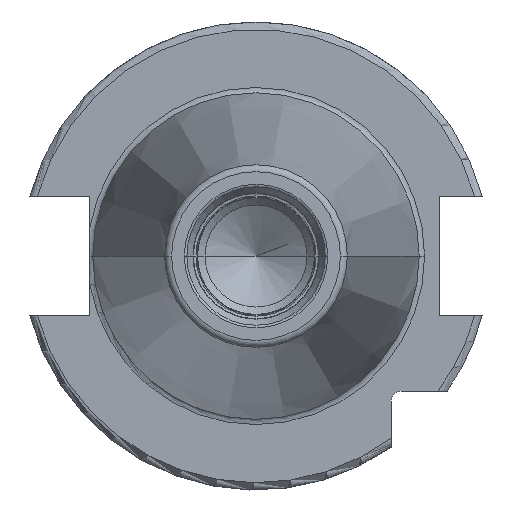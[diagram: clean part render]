
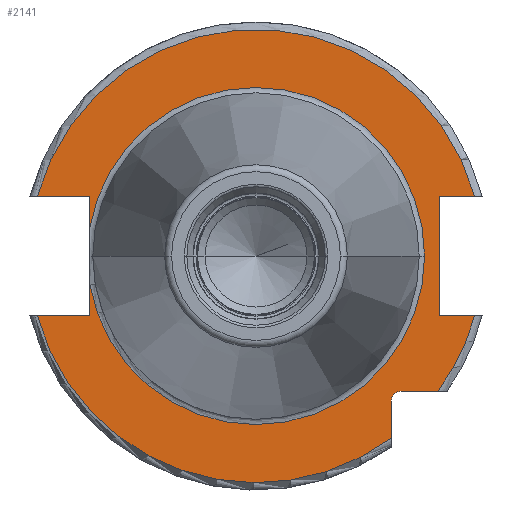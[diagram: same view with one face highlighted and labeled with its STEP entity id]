
A CAD part, left-side view. The second image highlights one B-rep face of the part: STEP entity #2141.
In plain terms, the highlighted planar face has unit normal (-1, 0, 0).
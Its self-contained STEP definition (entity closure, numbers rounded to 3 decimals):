
#117=CARTESIAN_POINT('',(3.2,0.,0.));
#118=DIRECTION('',(-1.,0.,0.));
#119=DIRECTION('',(0.,0.986,-0.168));
#120=AXIS2_PLACEMENT_3D('',#117,#118,#119);
#438=DIRECTION('',(0.,-1.,0.));
#439=VECTOR('',#438,4.99);
#440=CARTESIAN_POINT('',(3.2,-19.7,-18.35));
#441=LINE('',#440,#439);
#442=DIRECTION('',(0.,0.,1.));
#443=VECTOR('',#442,4.99);
#444=CARTESIAN_POINT('',(3.2,-18.35,-24.69));
#445=LINE('',#444,#443);
#446=CARTESIAN_POINT('',(3.2,0.,0.));
#447=DIRECTION('',(-1.,0.,0.));
#448=DIRECTION('',(0.,0.965,-0.263));
#449=AXIS2_PLACEMENT_3D('',#446,#447,#448);
#451=DIRECTION('',(0.,-1.,0.));
#452=VECTOR('',#451,7.127);
#453=CARTESIAN_POINT('',(3.2,29.677,-8.1));
#454=LINE('',#453,#452);
#455=DIRECTION('',(0.,0.,-1.));
#456=VECTOR('',#455,4.258);
#457=CARTESIAN_POINT('',(3.2,22.55,-3.842));
#458=LINE('',#457,#456);
#459=DIRECTION('',(0.,0.,-1.));
#460=VECTOR('',#459,4.258);
#461=CARTESIAN_POINT('',(3.2,22.55,8.1));
#462=LINE('',#461,#460);
#463=DIRECTION('',(0.,-1.,0.));
#464=VECTOR('',#463,7.127);
#465=CARTESIAN_POINT('',(3.2,29.677,8.1));
#466=LINE('',#465,#464);
#467=CARTESIAN_POINT('',(3.2,0.,0.));
#468=DIRECTION('',(1.,0.,0.));
#469=DIRECTION('',(0.,0.965,0.263));
#470=AXIS2_PLACEMENT_3D('',#467,#468,#469);
#472=DIRECTION('',(0.,1.,0.));
#473=VECTOR('',#472,4.827);
#474=CARTESIAN_POINT('',(3.2,-29.677,8.1));
#475=LINE('',#474,#473);
#476=DIRECTION('',(0.,0.,1.));
#477=VECTOR('',#476,16.2);
#478=CARTESIAN_POINT('',(3.2,-24.85,-8.1));
#479=LINE('',#478,#477);
#480=DIRECTION('',(0.,1.,0.));
#481=VECTOR('',#480,4.827);
#482=CARTESIAN_POINT('',(3.2,-29.677,-8.1));
#483=LINE('',#482,#481);
#484=CARTESIAN_POINT('',(3.2,0.,0.));
#485=DIRECTION('',(-1.,0.,0.));
#486=DIRECTION('',(0.,-0.803,-0.597));
#487=AXIS2_PLACEMENT_3D('',#484,#485,#486);
#498=CARTESIAN_POINT('',(3.2,-19.7,-19.7));
#499=DIRECTION('',(1.,0.,0.));
#500=DIRECTION('',(0.,1.,0.));
#501=AXIS2_PLACEMENT_3D('',#498,#499,#500);
#892=CARTESIAN_POINT('',(3.2,0.,0.));
#893=DIRECTION('',(1.,0.,0.));
#894=DIRECTION('',(0.,0.986,0.168));
#895=AXIS2_PLACEMENT_3D('',#892,#893,#894);
#1312=CARTESIAN_POINT('',(3.2,-22.875,0.));
#1314=VERTEX_POINT('',#1312);
#1462=CARTESIAN_POINT('',(3.2,29.677,8.1));
#1463=CARTESIAN_POINT('',(3.2,22.55,8.1));
#1464=VERTEX_POINT('',#1462);
#1465=VERTEX_POINT('',#1463);
#1466=CARTESIAN_POINT('',(3.2,22.55,3.842));
#1467=VERTEX_POINT('',#1466);
#1468=CARTESIAN_POINT('',(3.2,22.55,-3.842));
#1469=CARTESIAN_POINT('',(3.2,22.55,-8.1));
#1470=VERTEX_POINT('',#1468);
#1471=VERTEX_POINT('',#1469);
#1472=CARTESIAN_POINT('',(3.2,29.677,-8.1));
#1473=VERTEX_POINT('',#1472);
#1474=CARTESIAN_POINT('',(3.2,-29.677,-8.1));
#1475=CARTESIAN_POINT('',(3.2,-24.85,-8.1));
#1476=VERTEX_POINT('',#1474);
#1477=VERTEX_POINT('',#1475);
#1478=CARTESIAN_POINT('',(3.2,-24.85,8.1));
#1479=VERTEX_POINT('',#1478);
#1480=CARTESIAN_POINT('',(3.2,-29.677,8.1));
#1481=VERTEX_POINT('',#1480);
#1505=CARTESIAN_POINT('',(3.2,-18.35,-24.69));
#1506=VERTEX_POINT('',#1505);
#1513=CARTESIAN_POINT('',(3.2,-19.7,-18.35));
#1514=CARTESIAN_POINT('',(3.2,-24.69,-18.35));
#1515=VERTEX_POINT('',#1513);
#1516=VERTEX_POINT('',#1514);
#1517=CARTESIAN_POINT('',(3.2,-18.35,-19.7));
#1518=VERTEX_POINT('',#1517);
#2111=CARTESIAN_POINT('',(3.2,0.,0.));
#2112=DIRECTION('',(1.,0.,0.));
#2113=DIRECTION('',(0.,-1.,0.));
#2114=AXIS2_PLACEMENT_3D('',#2111,#2112,#2113);
#2115=PLANE('',#2114);
#2117=ORIENTED_EDGE('',*,*,#2116,.F.);
#2119=ORIENTED_EDGE('',*,*,#2118,.F.);
#2121=ORIENTED_EDGE('',*,*,#2120,.F.);
#2123=ORIENTED_EDGE('',*,*,#2122,.F.);
#2124=ORIENTED_EDGE('',*,*,#1838,.T.);
#2125=ORIENTED_EDGE('',*,*,#1738,.F.);
#2126=ORIENTED_EDGE('',*,*,#1717,.T.);
#2128=ORIENTED_EDGE('',*,*,#2127,.F.);
#2129=ORIENTED_EDGE('',*,*,#1733,.F.);
#2130=ORIENTED_EDGE('',*,*,#1908,.F.);
#2131=ORIENTED_EDGE('',*,*,#2106,.T.);
#2132=ORIENTED_EDGE('',*,*,#1966,.T.);
#2134=ORIENTED_EDGE('',*,*,#2133,.F.);
#2136=ORIENTED_EDGE('',*,*,#2135,.F.);
#2138=ORIENTED_EDGE('',*,*,#2137,.F.);
#2139=EDGE_LOOP('',(#2117,#2119,#2121,#2123,#2124,#2125,#2126,#2128,#2129,#2130,
#2131,#2132,#2134,#2136,#2138));
#2140=FACE_OUTER_BOUND('',#2139,.F.);
#2141=ADVANCED_FACE('',(#2140),#2115,.F.);
#121=CIRCLE('',#120,22.875);
#450=CIRCLE('',#449,30.763);
#471=CIRCLE('',#470,30.763);
#488=CIRCLE('',#487,30.763);
#502=CIRCLE('',#501,1.35);
#896=CIRCLE('',#895,22.875);
#1717=EDGE_CURVE('',#1470,#1314,#121,.T.);
#1733=EDGE_CURVE('',#1465,#1467,#462,.T.);
#1738=EDGE_CURVE('',#1470,#1471,#458,.T.);
#1838=EDGE_CURVE('',#1473,#1471,#454,.T.);
#1908=EDGE_CURVE('',#1464,#1465,#466,.T.);
#1966=EDGE_CURVE('',#1481,#1479,#475,.T.);
#2106=EDGE_CURVE('',#1464,#1481,#471,.T.);
#2116=EDGE_CURVE('',#1515,#1516,#441,.T.);
#2118=EDGE_CURVE('',#1518,#1515,#502,.T.);
#2120=EDGE_CURVE('',#1506,#1518,#445,.T.);
#2122=EDGE_CURVE('',#1473,#1506,#450,.T.);
#2127=EDGE_CURVE('',#1467,#1314,#896,.T.);
#2133=EDGE_CURVE('',#1477,#1479,#479,.T.);
#2135=EDGE_CURVE('',#1476,#1477,#483,.T.);
#2137=EDGE_CURVE('',#1516,#1476,#488,.T.);
